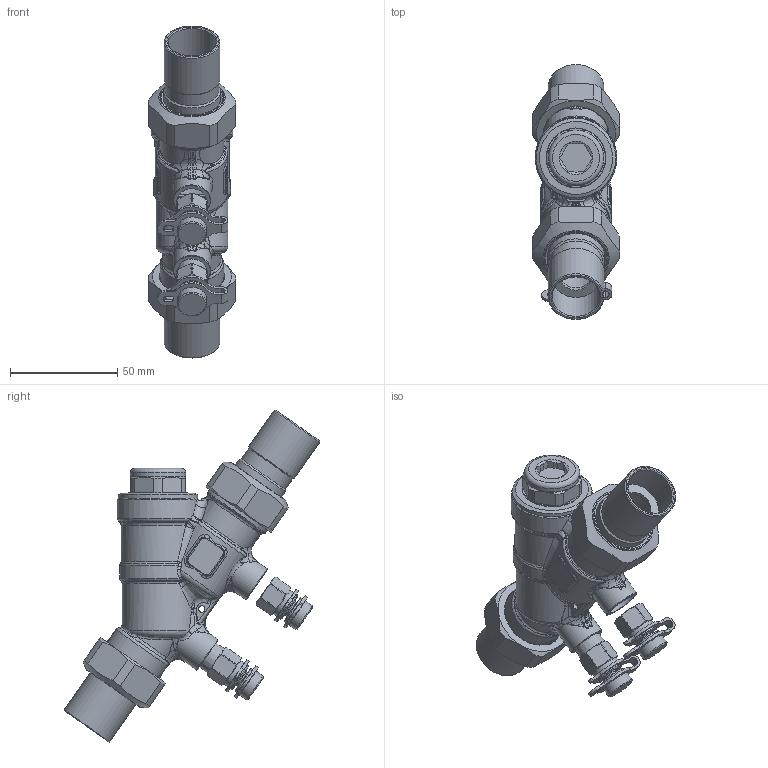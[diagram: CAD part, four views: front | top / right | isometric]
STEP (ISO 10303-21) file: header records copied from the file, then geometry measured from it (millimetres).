
FILE_DESCRIPTION(/* description */ (''),/* implementation_level */ '2;1');
FILE_NAME(/* name */ '128459AFC.stp',/* time_stamp */ '2025-07-21T13:28:29-05:00',/* author */ ('ischreiner'),/* organization */ (''),/* preprocessor_version */ 'ST-DEVELOPER v20',/* originating_system */ 'Autodesk Inventor 2025',/* authorisation */ '');
FILE_SCHEMA (('AUTOMOTIVE_DESIGN { 1 0 10303 214 3 1 1 }'));
Length unit declared in the file: inch
Products named in the file (5):  128459AFC; F0001774 - TST; F61008 - 1 inch union nut; F41358; NA10003
Assembly tree (5 placements, depth 2):
   128459AFC
    F0001774 - TST
    F61008 - 1 inch union nut  x2
    F41358
    NA10003
Bounding box: 40.63 x 119.01 x 154.65 mm (x, y, z)
Volume: 166512.5 mm3; surface area: 44718.9 mm2
Topology: 7 solids, 8 shells, 1127 faces, 2713 edges, 1613 vertices
Faces by surface type: bspline 709, cylinder 173, plane 126, cone 76, torus 39, sphere 4
Full cylindrical faces by diameter (mm): 3 x1, 8 x2, 11.5 x2, 12 x4, 12.2 x2, 13.5 x6, 13.9 x2, 14.224 x1, 17.5 x2, 18 x1, 19.812 x1, 20.015 x1, 21.057 x1, 22.352 x2, 24 x1, 24.13 x1, 24.994 x1, 25.8 x1, 25.984 x1, 26.01 x1, 26.492 x1, 26.924 x2, 29.5 x1, 29.794 x1, 30 x2, 30.099 x1, 30.302 x2, 33.1 x2, 37 x1
Entity records: 170297 total; most frequent: CARTESIAN_POINT 147742, ORIENTED_EDGE 5286, DIRECTION 3033, EDGE_CURVE 2643, VERTEX_POINT 1578, AXIS2_PLACEMENT_3D 1329, B_SPLINE_CURVE_WITH_KNOTS 1298, EDGE_LOOP 1155
